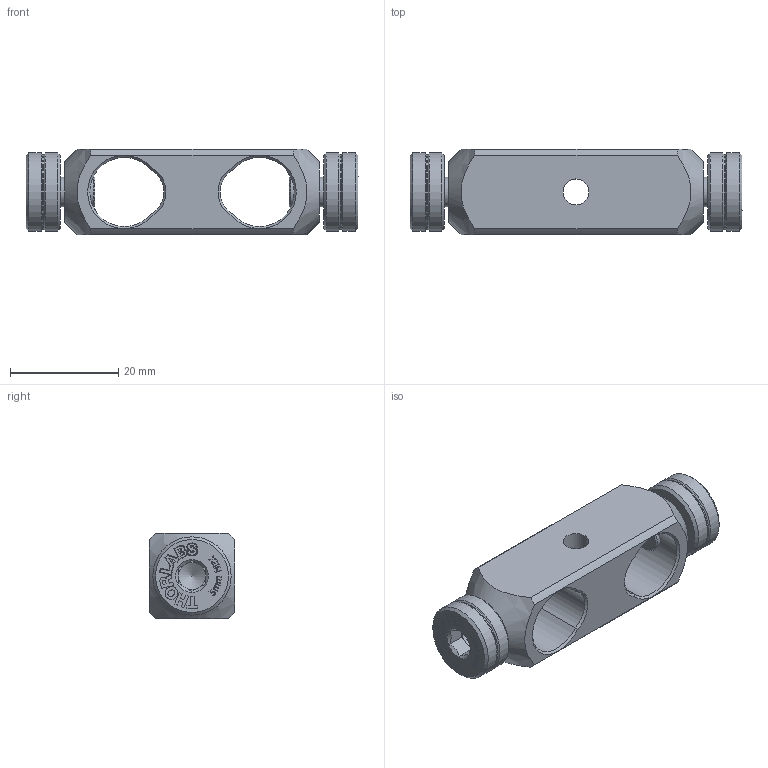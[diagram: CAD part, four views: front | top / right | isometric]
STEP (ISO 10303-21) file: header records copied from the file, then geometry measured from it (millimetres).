
FILE_DESCRIPTION(/* description */ ('STEP AP214'),/* implementation_level */ '2;1');
FILE_NAME(/* name */ 'arm_ra360m_ext.stp',/* time_stamp */ '2022-12-09T17:46:58+01:00',/* author */ ('Rik Ubaghs'),/* organization */ (''),/* preprocessor_version */ 'ST-DEVELOPER v18.1',/* originating_system */ 'Autodesk Inventor 2021',/* authorisation */ '');
FILE_SCHEMA (('AUTOMOTIVE_DESIGN { 1 0 10303 214 3 1 1 }'));
Length unit declared in the file: millimetre
Products named in the file (1): RA360_M-Step
Bounding box: 61.32 x 15.75 x 15.75 mm (x, y, z)
Volume: 8187.5 mm3; surface area: 5765.6 mm2
Topology: 3 solids, 3 shells, 406 faces, 1462 edges, 1138 vertices
Faces by surface type: plane 243, bspline 114, cylinder 25, cone 24
Full cylindrical faces by diameter (mm): 1.6 x1, 4.775 x1, 5 x2, 5.105 x2, 5.492 x2, 6 x2, 7.95 x1, 13.97 x2, 14.478 x4
Entity records: 20015 total; most frequent: CARTESIAN_POINT 7725, ORIENTED_EDGE 2920, DIRECTION 1720, EDGE_CURVE 1460, VERTEX_POINT 1138, LINE 890, VECTOR 890, EDGE_LOOP 494
